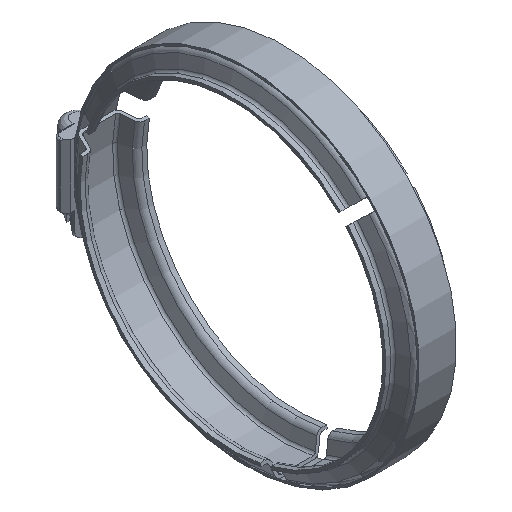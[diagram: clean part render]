
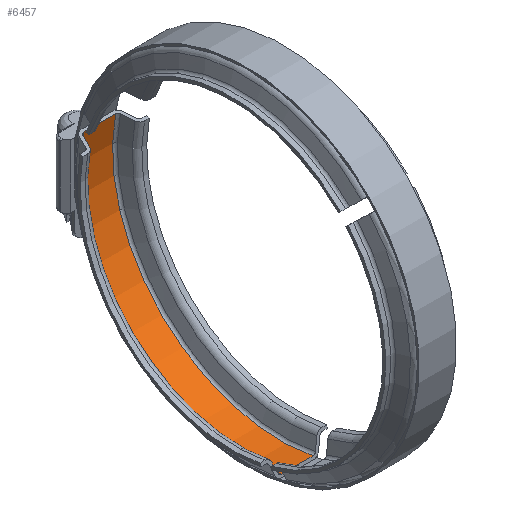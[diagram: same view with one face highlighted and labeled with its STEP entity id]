
A CAD part, isometric view. The second image highlights one B-rep face of the part: STEP entity #6457.
In plain terms, the highlighted cylindrical face has radius 71.247 mm (diameter 142.494 mm), a partial arc.
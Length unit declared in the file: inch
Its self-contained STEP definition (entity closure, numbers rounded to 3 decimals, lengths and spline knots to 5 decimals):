
#1098=FACE_OUTER_BOUND('',#1485,.T.);
#1485=EDGE_LOOP('',(#5996,#5997,#5998,#5999));
#1763=LINE('',#41917,#2180);
#1779=LINE('',#42159,#2196);
#2180=VECTOR('',#7455,0.3937);
#2196=VECTOR('',#7475,0.3937);
#2475=CIRCLE('',#6860,2.805);
#2476=CIRCLE('',#6862,2.805);
#2932=VERTEX_POINT('',#41905);
#2933=VERTEX_POINT('',#41916);
#2972=VERTEX_POINT('',#42147);
#2973=VERTEX_POINT('',#42158);
#3778=EDGE_CURVE('',#2933,#2932,#1763,.T.);
#3818=EDGE_CURVE('',#2973,#2972,#1779,.T.);
#4088=EDGE_CURVE('',#2972,#2933,#2475,.T.);
#4089=EDGE_CURVE('',#2973,#2932,#2476,.T.);
#5996=ORIENTED_EDGE('',*,*,#3778,.T.);
#5997=ORIENTED_EDGE('',*,*,#4089,.F.);
#5998=ORIENTED_EDGE('',*,*,#3818,.T.);
#5999=ORIENTED_EDGE('',*,*,#4088,.T.);
#6101=CYLINDRICAL_SURFACE('',#6861,2.805);
#6457=ADVANCED_FACE('',(#1098),#6101,.F.);
#6860=AXIS2_PLACEMENT_3D('',#43107,#8039,#8040);
#6861=AXIS2_PLACEMENT_3D('',#43108,#8041,#8042);
#6862=AXIS2_PLACEMENT_3D('',#43109,#8043,#8044);
#7455=DIRECTION('',(-1.,0.,0.));
#7475=DIRECTION('',(1.,0.,0.));
#8039=DIRECTION('center_axis',(1.,0.,0.));
#8040=DIRECTION('ref_axis',(0.,1.,0.));
#8041=DIRECTION('center_axis',(1.,0.,0.));
#8042=DIRECTION('ref_axis',(0.,1.,0.));
#8043=DIRECTION('center_axis',(1.,0.,0.));
#8044=DIRECTION('ref_axis',(0.,1.,0.));
#41905=CARTESIAN_POINT('',(-0.26499,2.75189,0.54325));
#41916=CARTESIAN_POINT('',(0.26499,2.75189,0.54325));
#41917=CARTESIAN_POINT('',(0.,2.75189,0.54325));
#42147=CARTESIAN_POINT('',(0.26499,-0.53929,-2.75267));
#42158=CARTESIAN_POINT('',(-0.26499,-0.53929,-2.75267));
#42159=CARTESIAN_POINT('',(0.,-0.53929,-2.75267));
#43107=CARTESIAN_POINT('Origin',(0.26499,0.,0.));
#43108=CARTESIAN_POINT('Origin',(0.,0.,0.));
#43109=CARTESIAN_POINT('Origin',(-0.26499,0.,0.));
